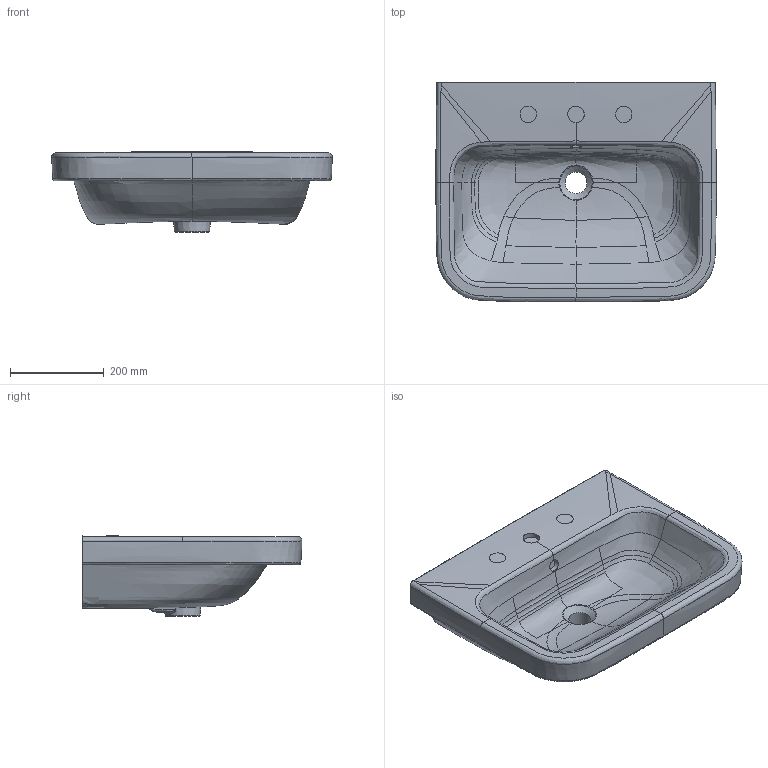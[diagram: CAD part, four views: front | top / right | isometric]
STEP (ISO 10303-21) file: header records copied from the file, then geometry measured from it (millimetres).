
FILE_DESCRIPTION(/* description */ (''),/* implementation_level */ '2;1');
FILE_NAME(/* name */ '418860_OA_Relaunch_WT_60.stp',/* time_stamp */ '2019-02-18T15:01:15+01:00',/* author */ (''),/* organization */ (''),/* preprocessor_version */ 'ST-DEVELOPER v16',/* originating_system */ 'SIEMENS PLM Software NX 10.0',/* authorisation */ '');
FILE_SCHEMA (('AUTOMOTIVE_DESIGN { 1 0 10303 214 3 1 1 1 }'));
Products named in the file (1): math2A648D914is7
Bounding box: 599.41 x 469.56 x 172.09 mm (x, y, z)
Volume: 15088150.8 mm3; surface area: 869725.7 mm2
Topology: 1 solids, 1 shells, 166 faces, 440 edges, 275 vertices
Faces by surface type: bspline 123, cylinder 14, plane 12, cone 11, torus 5, extrusion 1
Full cylindrical faces by diameter (mm): 25 x1, 35 x1, 46 x1
Entity records: 43654 total; most frequent: CARTESIAN_POINT 40651, ORIENTED_EDGE 852, EDGE_CURVE 426, B_SPLINE_CURVE_WITH_KNOTS 334, VERTEX_POINT 271, DIRECTION 234, EDGE_LOOP 177, ADVANCED_FACE 166
